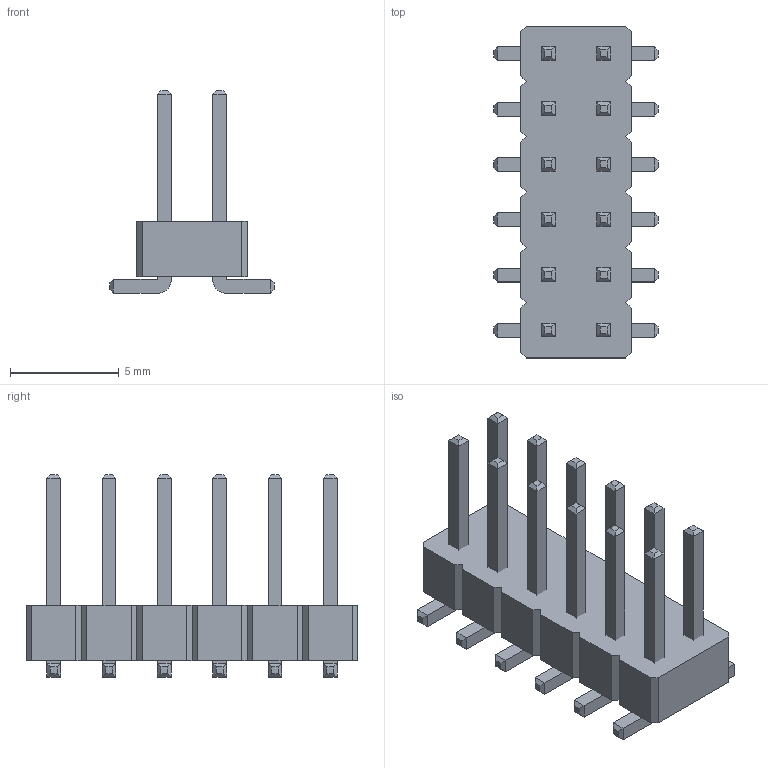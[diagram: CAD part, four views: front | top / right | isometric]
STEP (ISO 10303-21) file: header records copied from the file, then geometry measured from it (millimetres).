
FILE_DESCRIPTION(/* description */ ('model of PinHeader_2x06_P2.54mm_Vertical_SMD'),/* implementation_level */ '2;1');
FILE_NAME(/* name */ 'PinHeader_2x06_P2.54mm_Vertical_SMD.step',/* time_stamp */ '2018-01-24T12:49:34',/* author */ ('kicad StepUp','ksu'),/* organization */ ('FreeCAD'),/* preprocessor_version */ 'OCC',/* originating_system */ 'kicad StepUp',/* authorisation */ '');
FILE_SCHEMA(('AUTOMOTIVE_DESIGN { 1 0 10303 214 1 1 1 1 }'));
Length unit declared in the file: millimetre
Products named in the file (2): PinHeader_2x06_P254mm_Vertical_SMD; Shape0_721356610636
Bounding box: 7.54 x 15.24 x 9.3 mm (x, y, z)
Volume: 249.8 mm3; surface area: 611.8 mm2
Topology: 13 solids, 13 shells, 244 faces, 558 edges, 340 vertices
Faces by surface type: plane 232, cylinder 12
Entity records: 4401 total; most frequent: ORIENTED_EDGE 850, CARTESIAN_POINT 715, EDGE_CURVE 558, LINE 534, VERTEX_POINT 340, AXIS2_PLACEMENT_3D 263, ADVANCED_FACE 244, FACE_BOUND 244
